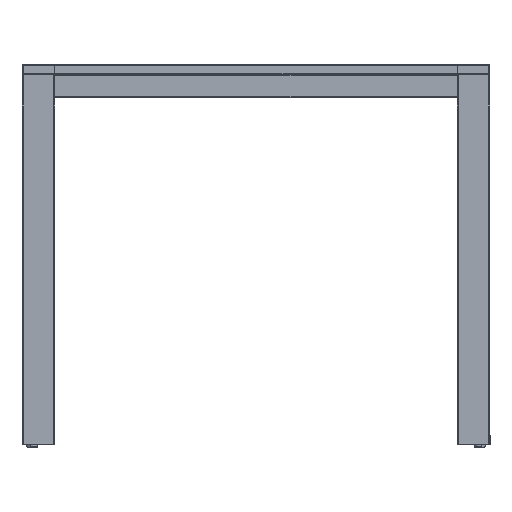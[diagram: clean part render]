
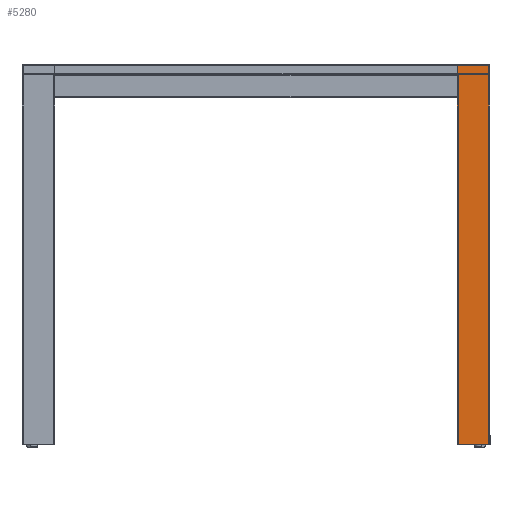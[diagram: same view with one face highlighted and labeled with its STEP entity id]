
A CAD part, left-side view. The second image highlights one B-rep face of the part: STEP entity #5280.
In plain terms, the highlighted planar face has unit normal (-1, 0, 0).
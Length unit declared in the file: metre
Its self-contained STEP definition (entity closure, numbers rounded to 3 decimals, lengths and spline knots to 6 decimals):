
#5280=ADVANCED_FACE('',(#15527),#15528,.T.);
#15527=FACE_OUTER_BOUND('',#32002,.T.);
#15528=PLANE('',#32003);
#32002=EDGE_LOOP('',(#47986,#47987,#47988,#47989));
#32003=AXIS2_PLACEMENT_3D('',#47990,#47991,#47992);
#47986=ORIENTED_EDGE('',*,*,#94403,.F.);
#47987=ORIENTED_EDGE('',*,*,#94401,.F.);
#47988=ORIENTED_EDGE('',*,*,#94404,.T.);
#47989=ORIENTED_EDGE('',*,*,#94405,.T.);
#47990=CARTESIAN_POINT('',(-1.1383,-0.867518,0.568734));
#47991=DIRECTION('',(-1.,0.,0.));
#47992=DIRECTION('',(0.,-1.,0.));
#94401=EDGE_CURVE('',#112664,#112660,#112666,.T.);
#94403=EDGE_CURVE('',#112660,#112668,#112669,.T.);
#94404=EDGE_CURVE('',#112664,#112670,#112671,.T.);
#94405=EDGE_CURVE('',#112670,#112668,#112672,.T.);
#112660=VERTEX_POINT('',#139947);
#112664=VERTEX_POINT('',#139952);
#112666=LINE('',#139954,#139955);
#112668=VERTEX_POINT('',#139957);
#112669=LINE('',#139958,#139959);
#112670=VERTEX_POINT('',#139960);
#112671=LINE('',#139961,#139962);
#112672=LINE('',#139963,#139964);
#139947=CARTESIAN_POINT('',(-1.1383,-0.806068,0.931734));
#139952=CARTESIAN_POINT('',(-1.1383,-0.806068,0.201734));
#139954=CARTESIAN_POINT('',(-1.1383,-0.806068,0.568734));
#139955=VECTOR('',#180221,1.0);
#139957=CARTESIAN_POINT('',(-1.1383,-0.867518,0.931734));
#139958=CARTESIAN_POINT('',(-1.1383,-0.867518,0.931734));
#139959=VECTOR('',#180222,1.0);
#139960=CARTESIAN_POINT('',(-1.1383,-0.867518,0.201734));
#139961=CARTESIAN_POINT('',(-1.1383,-0.867518,0.201734));
#139962=VECTOR('',#180223,1.0);
#139963=CARTESIAN_POINT('',(-1.1383,-0.867518,0.568734));
#139964=VECTOR('',#180224,1.0);
#180221=DIRECTION('',(0.,0.,1.0));
#180222=DIRECTION('',(0.,-1.,0.));
#180223=DIRECTION('',(0.,-1.,0.));
#180224=DIRECTION('',(0.,0.,1.0));
